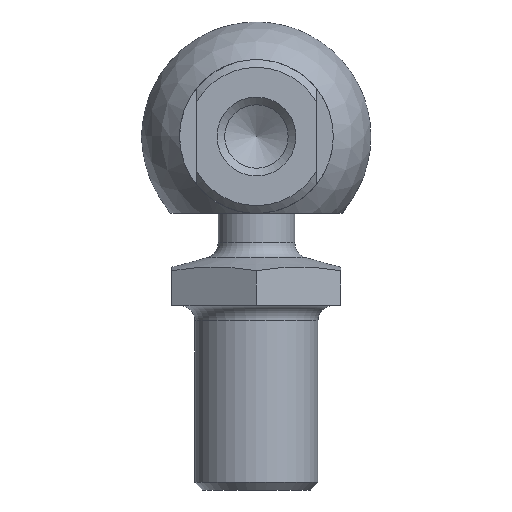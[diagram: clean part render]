
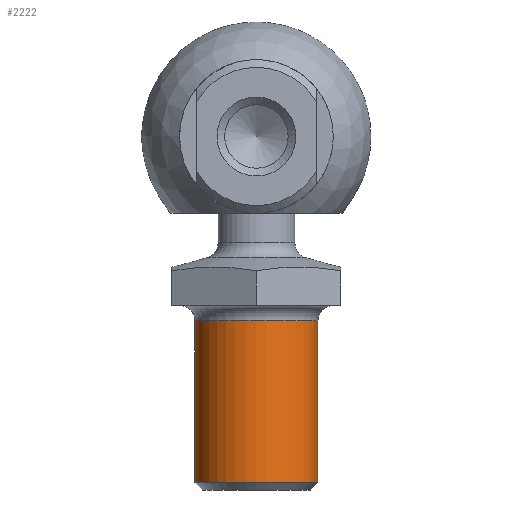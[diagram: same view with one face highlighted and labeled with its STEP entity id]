
A CAD part, left-side view. The second image highlights one B-rep face of the part: STEP entity #2222.
In plain terms, the highlighted cylindrical face has radius 4 mm (diameter 8 mm), a full revolution.
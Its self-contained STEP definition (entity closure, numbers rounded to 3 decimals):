
#2144 = TOROIDAL_SURFACE('',#2145,5.,1.);
#2145 = AXIS2_PLACEMENT_3D('',#2146,#2147,#2148);
#2146 = CARTESIAN_POINT('',(22.,0.,-12.));
#2147 = DIRECTION('',(0.,0.,-1.));
#2148 = DIRECTION('',(1.,0.,0.));
#2169 = VERTEX_POINT('',#2170);
#2170 = CARTESIAN_POINT('',(26.,0.,-12.));
#2195 = EDGE_CURVE('',#2169,#2169,#2196,.T.);
#2196 = SURFACE_CURVE('',#2197,(#2202,#2209),.PCURVE_S1.);
#2197 = CIRCLE('',#2198,4.);
#2198 = AXIS2_PLACEMENT_3D('',#2199,#2200,#2201);
#2199 = CARTESIAN_POINT('',(22.,0.,-12.));
#2200 = DIRECTION('',(0.,0.,1.));
#2201 = DIRECTION('',(-1.,0.,0.));
#2202 = PCURVE('',#2144,#2203);
#2203 = DEFINITIONAL_REPRESENTATION('',(#2204),#2208);
#2204 = LINE('',#2205,#2206);
#2205 = CARTESIAN_POINT('',(9.425,3.142));
#2206 = VECTOR('',#2207,1.);
#2207 = DIRECTION('',(-1.,0.));
#2208 = ( GEOMETRIC_REPRESENTATION_CONTEXT(2) 
PARAMETRIC_REPRESENTATION_CONTEXT() REPRESENTATION_CONTEXT('2D SPACE',''
  ) );
#2209 = PCURVE('',#2210,#2215);
#2210 = CYLINDRICAL_SURFACE('',#2211,4.);
#2211 = AXIS2_PLACEMENT_3D('',#2212,#2213,#2214);
#2212 = CARTESIAN_POINT('',(22.,0.,-17.));
#2213 = DIRECTION('',(0.,0.,-1.));
#2214 = DIRECTION('',(1.,0.,0.));
#2215 = DEFINITIONAL_REPRESENTATION('',(#2216),#2220);
#2216 = LINE('',#2217,#2218);
#2217 = CARTESIAN_POINT('',(9.425,-5.));
#2218 = VECTOR('',#2219,1.);
#2219 = DIRECTION('',(-1.,0.));
#2220 = ( GEOMETRIC_REPRESENTATION_CONTEXT(2) 
PARAMETRIC_REPRESENTATION_CONTEXT() REPRESENTATION_CONTEXT('2D SPACE',''
  ) );
#2222 = ADVANCED_FACE('',(#2223),#2210,.T.);
#2223 = FACE_BOUND('',#2224,.T.);
#2224 = EDGE_LOOP('',(#2225,#2254,#2274,#2275));
#2225 = ORIENTED_EDGE('',*,*,#2226,.F.);
#2226 = EDGE_CURVE('',#2227,#2227,#2229,.T.);
#2227 = VERTEX_POINT('',#2228);
#2228 = CARTESIAN_POINT('',(26.,0.,-22.5));
#2229 = SURFACE_CURVE('',#2230,(#2235,#2242),.PCURVE_S1.);
#2230 = CIRCLE('',#2231,4.);
#2231 = AXIS2_PLACEMENT_3D('',#2232,#2233,#2234);
#2232 = CARTESIAN_POINT('',(22.,0.,-22.5));
#2233 = DIRECTION('',(0.,0.,-1.));
#2234 = DIRECTION('',(-1.,0.,0.));
#2235 = PCURVE('',#2210,#2236);
#2236 = DEFINITIONAL_REPRESENTATION('',(#2237),#2241);
#2237 = LINE('',#2238,#2239);
#2238 = CARTESIAN_POINT('',(-3.142,5.5));
#2239 = VECTOR('',#2240,1.);
#2240 = DIRECTION('',(1.,0.));
#2241 = ( GEOMETRIC_REPRESENTATION_CONTEXT(2) 
PARAMETRIC_REPRESENTATION_CONTEXT() REPRESENTATION_CONTEXT('2D SPACE',''
  ) );
#2242 = PCURVE('',#2243,#2248);
#2243 = CONICAL_SURFACE('',#2244,3.75,0.785);
#2244 = AXIS2_PLACEMENT_3D('',#2245,#2246,#2247);
#2245 = CARTESIAN_POINT('',(22.,0.,-22.75));
#2246 = DIRECTION('',(0.,0.,1.));
#2247 = DIRECTION('',(-1.,0.,0.));
#2248 = DEFINITIONAL_REPRESENTATION('',(#2249),#2253);
#2249 = LINE('',#2250,#2251);
#2250 = CARTESIAN_POINT('',(12.566,0.25));
#2251 = VECTOR('',#2252,1.);
#2252 = DIRECTION('',(-1.,0.));
#2253 = ( GEOMETRIC_REPRESENTATION_CONTEXT(2) 
PARAMETRIC_REPRESENTATION_CONTEXT() REPRESENTATION_CONTEXT('2D SPACE',''
  ) );
#2254 = ORIENTED_EDGE('',*,*,#2255,.F.);
#2255 = EDGE_CURVE('',#2169,#2227,#2256,.T.);
#2256 = SEAM_CURVE('',#2257,(#2260,#2267),.PCURVE_S1.);
#2257 = B_SPLINE_CURVE_WITH_KNOTS('',1,(#2258,#2259),.UNSPECIFIED.,.F.,
  .F.,(2,2),(-5.,5.5),.PIECEWISE_BEZIER_KNOTS.);
#2258 = CARTESIAN_POINT('',(26.,0.,-12.));
#2259 = CARTESIAN_POINT('',(26.,0.,-22.5));
#2260 = PCURVE('',#2210,#2261);
#2261 = DEFINITIONAL_REPRESENTATION('',(#2262),#2266);
#2262 = LINE('',#2263,#2264);
#2263 = CARTESIAN_POINT('',(0.,0.));
#2264 = VECTOR('',#2265,1.);
#2265 = DIRECTION('',(0.,1.));
#2266 = ( GEOMETRIC_REPRESENTATION_CONTEXT(2) 
PARAMETRIC_REPRESENTATION_CONTEXT() REPRESENTATION_CONTEXT('2D SPACE',''
  ) );
#2267 = PCURVE('',#2210,#2268);
#2268 = DEFINITIONAL_REPRESENTATION('',(#2269),#2273);
#2269 = LINE('',#2270,#2271);
#2270 = CARTESIAN_POINT('',(6.283,0.));
#2271 = VECTOR('',#2272,1.);
#2272 = DIRECTION('',(0.,1.));
#2273 = ( GEOMETRIC_REPRESENTATION_CONTEXT(2) 
PARAMETRIC_REPRESENTATION_CONTEXT() REPRESENTATION_CONTEXT('2D SPACE',''
  ) );
#2274 = ORIENTED_EDGE('',*,*,#2195,.F.);
#2275 = ORIENTED_EDGE('',*,*,#2255,.T.);
